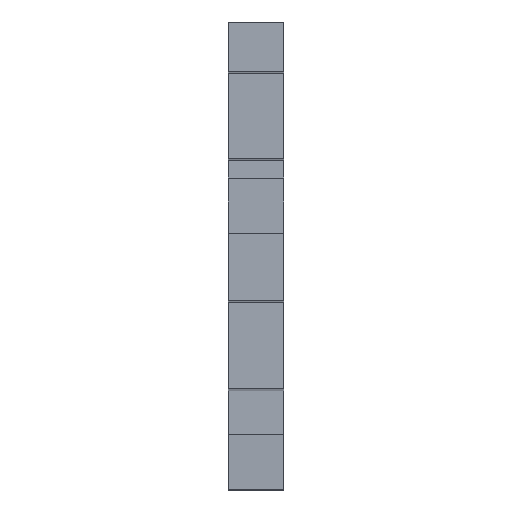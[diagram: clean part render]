
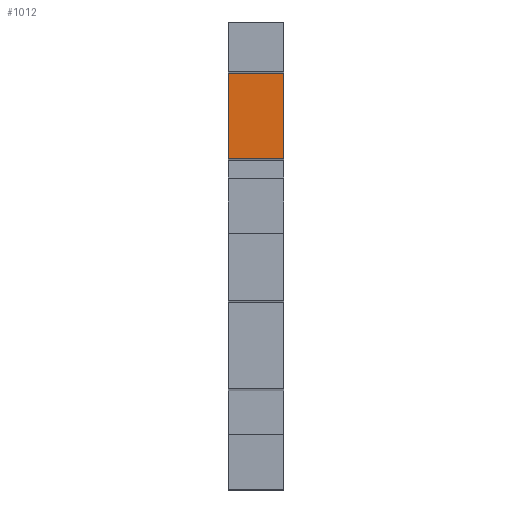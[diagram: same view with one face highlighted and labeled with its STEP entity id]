
A CAD part, left-side view. The second image highlights one B-rep face of the part: STEP entity #1012.
In plain terms, the highlighted planar face has unit normal (-1, 0, 0).
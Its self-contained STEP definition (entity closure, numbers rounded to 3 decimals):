
#19=PLANE('',#1084);
#66=FACE_OUTER_BOUND('',#118,.T.);
#118=EDGE_LOOP('',(#725,#726,#727,#728));
#178=LINE('',#1456,#312);
#179=LINE('',#1459,#313);
#180=LINE('',#1461,#314);
#181=LINE('',#1462,#315);
#312=VECTOR('',#1182,10.);
#313=VECTOR('',#1185,10.);
#314=VECTOR('',#1186,10.);
#315=VECTOR('',#1187,10.);
#461=VERTEX_POINT('',#1452);
#462=VERTEX_POINT('',#1454);
#463=VERTEX_POINT('',#1458);
#464=VERTEX_POINT('',#1460);
#568=EDGE_CURVE('',#461,#462,#178,.T.);
#569=EDGE_CURVE('',#463,#461,#179,.T.);
#570=EDGE_CURVE('',#464,#462,#180,.T.);
#571=EDGE_CURVE('',#463,#464,#181,.T.);
#725=ORIENTED_EDGE('',*,*,#569,.T.);
#726=ORIENTED_EDGE('',*,*,#568,.T.);
#727=ORIENTED_EDGE('',*,*,#570,.F.);
#728=ORIENTED_EDGE('',*,*,#571,.F.);
#1012=ADVANCED_FACE('',(#66),#19,.T.);
#1084=AXIS2_PLACEMENT_3D('',#1457,#1183,#1184);
#1182=DIRECTION('',(0.,1.,0.));
#1183=DIRECTION('center_axis',(-1.,0.,0.));
#1184=DIRECTION('ref_axis',(0.,0.,1.));
#1185=DIRECTION('',(0.,0.,1.));
#1186=DIRECTION('',(0.,0.,1.));
#1187=DIRECTION('',(0.,1.,0.));
#1452=CARTESIAN_POINT('',(-147.,-49.,45.19));
#1454=CARTESIAN_POINT('',(-147.,-43.,45.19));
#1456=CARTESIAN_POINT('',(-147.,-49.,45.19));
#1457=CARTESIAN_POINT('Origin',(-147.,-49.,35.91));
#1458=CARTESIAN_POINT('',(-147.,-49.,35.91));
#1459=CARTESIAN_POINT('',(-147.,-49.,35.91));
#1460=CARTESIAN_POINT('',(-147.,-43.,35.91));
#1461=CARTESIAN_POINT('',(-147.,-43.,35.91));
#1462=CARTESIAN_POINT('',(-147.,-49.,35.91));
